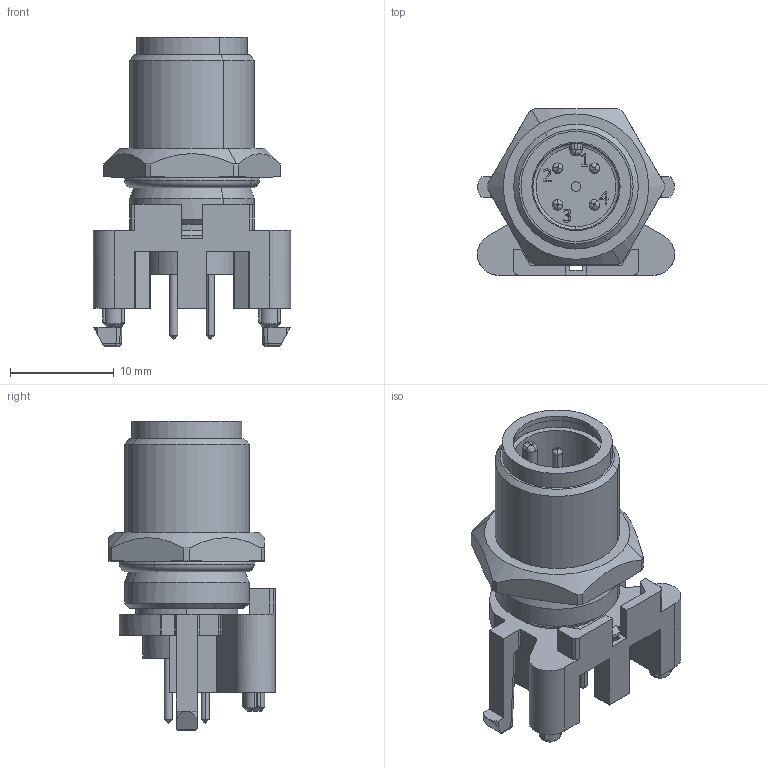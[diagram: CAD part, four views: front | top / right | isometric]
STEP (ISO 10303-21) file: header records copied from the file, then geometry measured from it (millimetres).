
FILE_DESCRIPTION(('CATIA V5R24 STEP','CAx-IF Rec.Pracs.--- Model Styling and Organization---1.2---2011-12-15'),'2;1');
FILE_NAME ('D1461817_0_2422580000_2422580000.stp','2017-08-29T12:00:16+00:00',('none'),('Weidmueller'),'CATIA Version 5-6 Release 2014 SP4 HF52','CATIA V5 STEP AP214','none');
FILE_SCHEMA(('AUTOMOTIVE_DESIGN { 1 0 10303 214 1 1 1 1 }'));
Length unit declared in the file: millimetre
Products named in the file (1): 2422580000
Bounding box: 19 x 16 x 29.8 mm (x, y, z)
Volume: 2566.7 mm3; surface area: 3927.4 mm2
Topology: 4 solids, 4 shells, 382 faces, 1084 edges, 721 vertices
Faces by surface type: cylinder 138, plane 132, bspline 63, cone 37, torus 12
Entity records: 13313 total; most frequent: CARTESIAN_POINT 4378, ORIENTED_EDGE 2152, DIRECTION 1327, EDGE_CURVE 1076, VERTEX_POINT 721, AXIS2_PLACEMENT_3D 550, VECTOR 472, LINE 472
